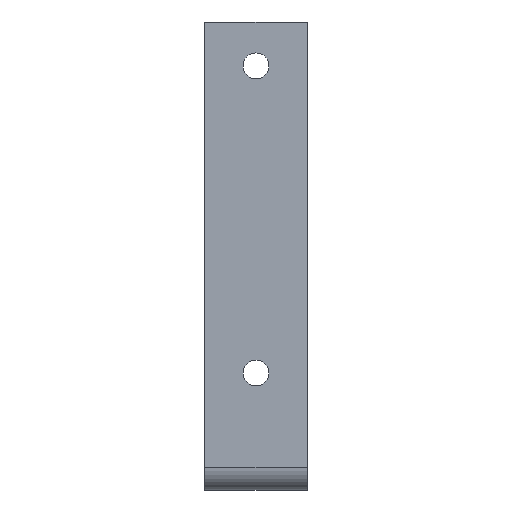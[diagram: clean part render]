
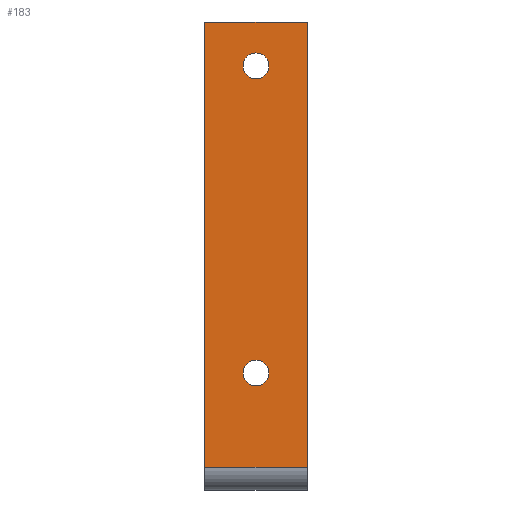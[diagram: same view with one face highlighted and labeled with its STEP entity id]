
A CAD part, left-side view. The second image highlights one B-rep face of the part: STEP entity #183.
In plain terms, the highlighted planar face has unit normal (-1, 0, 0).
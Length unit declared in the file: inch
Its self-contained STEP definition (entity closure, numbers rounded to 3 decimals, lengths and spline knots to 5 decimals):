
#2 = EDGE_CURVE ( 'NONE', #299, #96, #370, .T. ) ;
#5 = VERTEX_POINT ( 'NONE', #728 ) ;
#10 = VERTEX_POINT ( 'NONE', #323 ) ;
#28 = EDGE_CURVE ( 'NONE', #762, #300, #732, .T. ) ;
#54 = CARTESIAN_POINT ( 'NONE',  ( -0.065, 0.4375, 3.935 ) ) ;
#56 = CARTESIAN_POINT ( 'NONE',  ( -0.065, 0., 3.56 ) ) ;
#65 = DIRECTION ( 'NONE',  ( -1., 0., 0. ) ) ;
#70 = CARTESIAN_POINT ( 'NONE',  ( -0.065, 0., 1.0455 ) ) ;
#91 = AXIS2_PLACEMENT_3D ( 'NONE', #837, #706, #233 ) ;
#96 = VERTEX_POINT ( 'NONE', #132 ) ;
#101 = CIRCLE ( 'NONE', #727, 0.1105 ) ;
#111 = VECTOR ( 'NONE', #855, 39.37008 ) ;
#126 = DIRECTION ( 'NONE',  ( -1., 0., 0. ) ) ;
#129 = CARTESIAN_POINT ( 'NONE',  ( -0.065, 0., 3.4495 ) ) ;
#130 = CARTESIAN_POINT ( 'NONE',  ( -0.065, 0., 3.56 ) ) ;
#132 = CARTESIAN_POINT ( 'NONE',  ( -0.065, 0., 3.6705 ) ) ;
#183 = ADVANCED_FACE ( 'NONE', ( #861, #501, #320 ), #333, .F. ) ;
#199 = CARTESIAN_POINT ( 'NONE',  ( -0.065, 0.4375, 3.935 ) ) ;
#218 = CARTESIAN_POINT ( 'NONE',  ( -0.065, 0.4375, 3.935 ) ) ;
#233 = DIRECTION ( 'NONE',  ( 0., 0., -1. ) ) ;
#270 = CIRCLE ( 'NONE', #91, 0.1105 ) ;
#272 = EDGE_CURVE ( 'NONE', #536, #804, #270, .T. ) ;
#299 = VERTEX_POINT ( 'NONE', #129 ) ;
#300 = VERTEX_POINT ( 'NONE', #218 ) ;
#312 = ORIENTED_EDGE ( 'NONE', *, *, #553, .T. ) ;
#313 = CARTESIAN_POINT ( 'NONE',  ( -0.065, 0., 0.8245 ) ) ;
#318 = LINE ( 'NONE', #461, #841 ) ;
#320 = FACE_OUTER_BOUND ( 'NONE', #401, .T. ) ;
#323 = CARTESIAN_POINT ( 'NONE',  ( -0.065, -0.4375, 3.935 ) ) ;
#333 = PLANE ( 'NONE',  #787 ) ;
#336 = ORIENTED_EDGE ( 'NONE', *, *, #28, .F. ) ;
#354 = CARTESIAN_POINT ( 'NONE',  ( -0.065, 0., 0.935 ) ) ;
#367 = ORIENTED_EDGE ( 'NONE', *, *, #272, .F. ) ;
#370 = CIRCLE ( 'NONE', #721, 0.1105 ) ;
#375 = CARTESIAN_POINT ( 'NONE',  ( -0.065, 0.4375, 0.13 ) ) ;
#382 = LINE ( 'NONE', #375, #111 ) ;
#401 = EDGE_LOOP ( 'NONE', ( #336, #423, #312, #820 ) ) ;
#402 = DIRECTION ( 'NONE',  ( 0., 0., -1. ) ) ;
#423 = ORIENTED_EDGE ( 'NONE', *, *, #524, .T. ) ;
#435 = ORIENTED_EDGE ( 'NONE', *, *, #642, .F. ) ;
#448 = LINE ( 'NONE', #858, #722 ) ;
#454 = DIRECTION ( 'NONE',  ( 0., 0., 1. ) ) ;
#461 = CARTESIAN_POINT ( 'NONE',  ( -0.065, -0.4375, 3.935 ) ) ;
#496 = ORIENTED_EDGE ( 'NONE', *, *, #2, .F. ) ;
#501 = FACE_BOUND ( 'NONE', #716, .T. ) ;
#524 = EDGE_CURVE ( 'NONE', #762, #5, #382, .T. ) ;
#533 = CIRCLE ( 'NONE', #544, 0.1105 ) ;
#534 = DIRECTION ( 'NONE',  ( 0., 0., -1. ) ) ;
#536 = VERTEX_POINT ( 'NONE', #313 ) ;
#544 = AXIS2_PLACEMENT_3D ( 'NONE', #354, #593, #402 ) ;
#553 = EDGE_CURVE ( 'NONE', #5, #10, #318, .T. ) ;
#564 = ORIENTED_EDGE ( 'NONE', *, *, #711, .F. ) ;
#586 = EDGE_CURVE ( 'NONE', #300, #10, #448, .T. ) ;
#592 = DIRECTION ( 'NONE',  ( 0., -1., 0. ) ) ;
#593 = DIRECTION ( 'NONE',  ( -1., 0., 0. ) ) ;
#642 = EDGE_CURVE ( 'NONE', #804, #536, #533, .T. ) ;
#646 = DIRECTION ( 'NONE',  ( 0., 0., -1. ) ) ;
#687 = VECTOR ( 'NONE', #454, 39.37008 ) ;
#706 = DIRECTION ( 'NONE',  ( -1., 0., 0. ) ) ;
#710 = DIRECTION ( 'NONE',  ( 1., 0., 0. ) ) ;
#711 = EDGE_CURVE ( 'NONE', #96, #299, #101, .T. ) ;
#716 = EDGE_LOOP ( 'NONE', ( #367, #435 ) ) ;
#721 = AXIS2_PLACEMENT_3D ( 'NONE', #56, #126, #646 ) ;
#722 = VECTOR ( 'NONE', #592, 39.37008 ) ;
#727 = AXIS2_PLACEMENT_3D ( 'NONE', #130, #65, #534 ) ;
#728 = CARTESIAN_POINT ( 'NONE',  ( -0.065, -0.4375, 0.13 ) ) ;
#732 = LINE ( 'NONE', #54, #687 ) ;
#760 = EDGE_LOOP ( 'NONE', ( #496, #564 ) ) ;
#762 = VERTEX_POINT ( 'NONE', #863 ) ;
#783 = DIRECTION ( 'NONE',  ( 0., 0., -1. ) ) ;
#787 = AXIS2_PLACEMENT_3D ( 'NONE', #199, #710, #783 ) ;
#795 = DIRECTION ( 'NONE',  ( 0., 0., 1. ) ) ;
#804 = VERTEX_POINT ( 'NONE', #70 ) ;
#820 = ORIENTED_EDGE ( 'NONE', *, *, #586, .F. ) ;
#837 = CARTESIAN_POINT ( 'NONE',  ( -0.065, 0., 0.935 ) ) ;
#841 = VECTOR ( 'NONE', #795, 39.37008 ) ;
#855 = DIRECTION ( 'NONE',  ( 0., -1., 0. ) ) ;
#858 = CARTESIAN_POINT ( 'NONE',  ( -0.065, 0.4375, 3.935 ) ) ;
#861 = FACE_BOUND ( 'NONE', #760, .T. ) ;
#863 = CARTESIAN_POINT ( 'NONE',  ( -0.065, 0.4375, 0.13 ) ) ;
